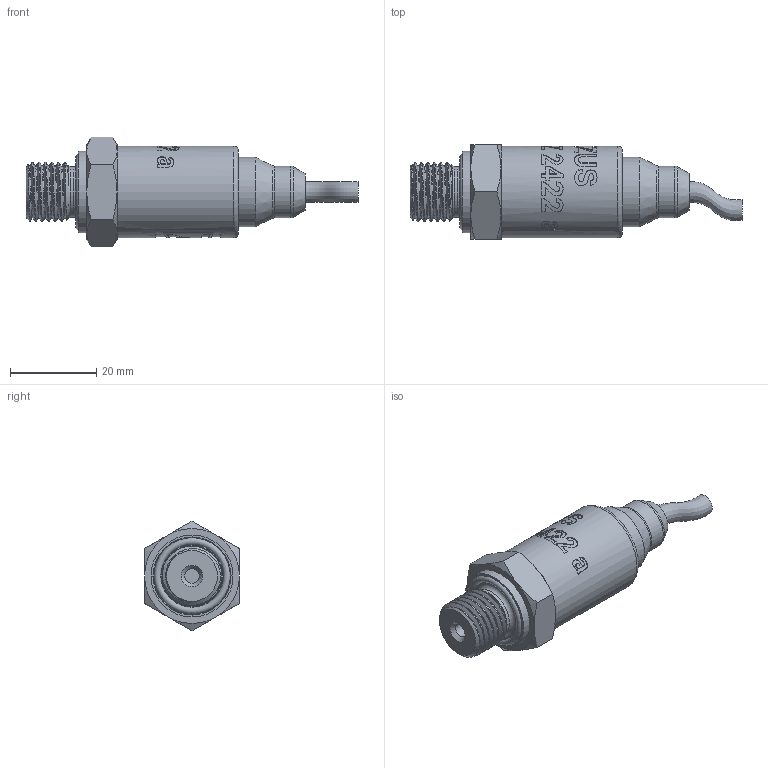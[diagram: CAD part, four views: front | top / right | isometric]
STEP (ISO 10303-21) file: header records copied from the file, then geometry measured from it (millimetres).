
FILE_DESCRIPTION(/* description */ (''),/* implementation_level */ '2;1');
FILE_NAME(/* name */ 'APZ2422a_M14x1,5DIN_Cab.step',/* time_stamp */ '2021-07-14T16:02:24+03:00',/* author */ (''),/* organization */ (''),/* preprocessor_version */ 'ST-DEVELOPER v18.1',/* originating_system */ 'Autodesk Translation Framework v10.9.0.1377',/* authorisation */ '');
FILE_SCHEMA (('AUTOMOTIVE_DESIGN { 1 0 10303 214 3 1 1 }'));
Length unit declared in the file: millimetre
Products named in the file (3): АПЗ 2422 a - filled (not 100% correct
); M14x1,5 DIN; #18558
Assembly tree (2 placements, depth 2):
  АПЗ 2422 a - filled (not 100% correct
)
    M14x1,5 DIN
    #18558
Bounding box: 76.97 x 22 x 25.4 mm (x, y, z)
Volume: 16936.6 mm3; surface area: 7133.7 mm2
Topology: 4 solids, 4 shells, 380 faces, 1004 edges, 663 vertices
Faces by surface type: bspline 263, cylinder 50, plane 37, cone 18, torus 12
Full cylindrical faces by diameter (mm): 3.3 x1, 4.8 x2, 7.2 x1, 11.8 x1, 12 x1, 12.137 x5, 13.5 x1, 13.85 x4, 14.5 x1, 16.2 x2, 17.7 x1, 17.8 x1, 19 x1, 20.2 x1, 21.2 x1
Entity records: 18552 total; most frequent: CARTESIAN_POINT 10884, ORIENTED_EDGE 2008, EDGE_CURVE 1004, DIRECTION 772, VERTEX_POINT 663, B_SPLINE_CURVE_WITH_KNOTS 552, EDGE_LOOP 415, FACE_OUTER_BOUND 380
